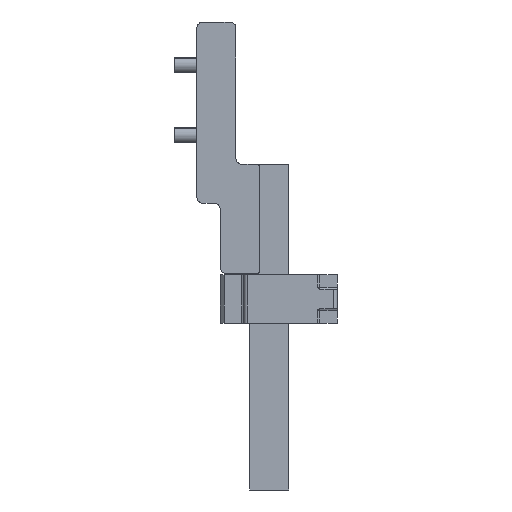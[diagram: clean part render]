
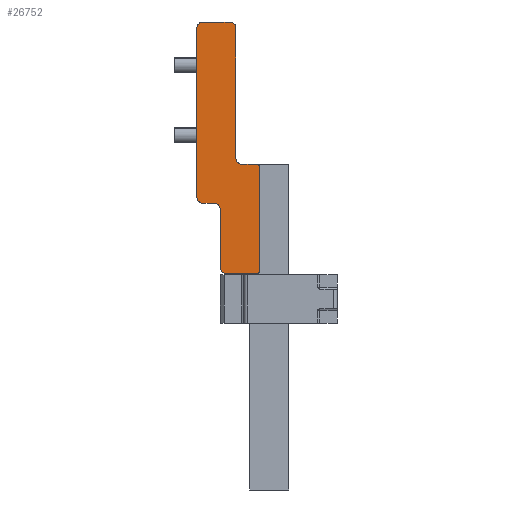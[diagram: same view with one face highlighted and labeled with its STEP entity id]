
A CAD part, left-side view. The second image highlights one B-rep face of the part: STEP entity #26752.
In plain terms, the highlighted planar face has unit normal (-1, 0, 0).
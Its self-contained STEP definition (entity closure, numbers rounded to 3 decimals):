
#24392=AXIS2_PLACEMENT_3D('Circle Axis2P3D',#24390,#24391,$) ;
#24447=AXIS2_PLACEMENT_3D('Circle Axis2P3D',#24445,#24446,$) ;
#24554=AXIS2_PLACEMENT_3D('Circle Axis2P3D',#24552,#24553,$) ;
#24844=AXIS2_PLACEMENT_3D('Circle Axis2P3D',#24842,#24843,$) ;
#26606=AXIS2_PLACEMENT_3D('Circle Axis2P3D',#26604,#26605,$) ;
#26678=AXIS2_PLACEMENT_3D('Circle Axis2P3D',#26676,#26677,$) ;
#26709=AXIS2_PLACEMENT_3D('Circle Axis2P3D',#26707,#26708,$) ;
#26722=AXIS2_PLACEMENT_3D('Plane Axis2P3D',#26719,#26720,#26721) ;
#26731=AXIS2_PLACEMENT_3D('Circle Axis2P3D',#26729,#26730,$) ;
#24281=CARTESIAN_POINT('Vertex',(-736.,-22.,58.)) ;
#24284=CARTESIAN_POINT('Line Origine',(-736.,-22.,31.)) ;
#24288=CARTESIAN_POINT('Vertex',(-736.,-22.,4.)) ;
#24390=CARTESIAN_POINT('Axis2P3D Location',(-736.,-21.,4.)) ;
#24394=CARTESIAN_POINT('Vertex',(-736.,-21.,3.)) ;
#24414=CARTESIAN_POINT('Line Origine',(-736.,-13.,3.)) ;
#24418=CARTESIAN_POINT('Vertex',(-736.,-5.,3.)) ;
#24445=CARTESIAN_POINT('Axis2P3D Location',(-736.,-5.,6.)) ;
#24449=CARTESIAN_POINT('Vertex',(-736.,-2.,6.)) ;
#24476=CARTESIAN_POINT('Line Origine',(-736.,-2.,21.)) ;
#24480=CARTESIAN_POINT('Vertex',(-736.,-2.,36.)) ;
#24547=CARTESIAN_POINT('Vertex',(-736.,10.,129.)) ;
#24552=CARTESIAN_POINT('Axis2P3D Location',(-736.,7.,129.)) ;
#24556=CARTESIAN_POINT('Vertex',(-736.,7.,132.)) ;
#24818=CARTESIAN_POINT('Line Origine',(-736.,0.,132.)) ;
#24822=CARTESIAN_POINT('Vertex',(-736.,-7.,132.)) ;
#24842=CARTESIAN_POINT('Axis2P3D Location',(-736.,-7.,129.)) ;
#24846=CARTESIAN_POINT('Vertex',(-736.,-10.,129.)) ;
#24908=CARTESIAN_POINT('Line Origine',(-736.,-10.,95.5)) ;
#24912=CARTESIAN_POINT('Vertex',(-736.,-10.,62.)) ;
#25435=CARTESIAN_POINT('Line Origine',(-736.,-17.,59.)) ;
#25439=CARTESIAN_POINT('Vertex',(-736.,-21.,59.)) ;
#25441=CARTESIAN_POINT('Vertex',(-736.,-13.,59.)) ;
#26041=CARTESIAN_POINT('Vertex',(-736.,1.,39.)) ;
#26044=CARTESIAN_POINT('Line Origine',(-736.,4.,39.)) ;
#26048=CARTESIAN_POINT('Vertex',(-736.,7.,39.)) ;
#26604=CARTESIAN_POINT('Axis2P3D Location',(-736.,-13.,62.)) ;
#26676=CARTESIAN_POINT('Axis2P3D Location',(-736.,7.,42.)) ;
#26680=CARTESIAN_POINT('Vertex',(-736.,10.,42.)) ;
#26707=CARTESIAN_POINT('Axis2P3D Location',(-736.,1.,36.)) ;
#26719=CARTESIAN_POINT('Axis2P3D Location',(-736.,-22.,132.)) ;
#26724=CARTESIAN_POINT('Line Origine',(-736.,10.,85.5)) ;
#26729=CARTESIAN_POINT('Axis2P3D Location',(-736.,-21.,58.)) ;
#24285=DIRECTION('Vector Direction',(0.,0.,-1.)) ;
#24391=DIRECTION('Axis2P3D Direction',(1.,0.,0.)) ;
#24415=DIRECTION('Vector Direction',(0.,-1.,0.)) ;
#24446=DIRECTION('Axis2P3D Direction',(1.,0.,0.)) ;
#24477=DIRECTION('Vector Direction',(0.,0.,1.)) ;
#24553=DIRECTION('Axis2P3D Direction',(1.,0.,0.)) ;
#24819=DIRECTION('Vector Direction',(0.,1.,0.)) ;
#24843=DIRECTION('Axis2P3D Direction',(1.,0.,0.)) ;
#24909=DIRECTION('Vector Direction',(0.,0.,-1.)) ;
#25436=DIRECTION('Vector Direction',(0.,-1.,0.)) ;
#26045=DIRECTION('Vector Direction',(0.,-1.,0.)) ;
#26605=DIRECTION('Axis2P3D Direction',(1.,0.,0.)) ;
#26677=DIRECTION('Axis2P3D Direction',(1.,0.,0.)) ;
#26708=DIRECTION('Axis2P3D Direction',(1.,0.,0.)) ;
#26720=DIRECTION('Axis2P3D Direction',(1.,0.,0.)) ;
#26721=DIRECTION('Axis2P3D XDirection',(0.,-1.,0.)) ;
#26725=DIRECTION('Vector Direction',(0.,0.,-1.)) ;
#26730=DIRECTION('Axis2P3D Direction',(1.,0.,0.)) ;
#24286=VECTOR('Line Direction',#24285,1.) ;
#24416=VECTOR('Line Direction',#24415,1.) ;
#24478=VECTOR('Line Direction',#24477,1.) ;
#24820=VECTOR('Line Direction',#24819,1.) ;
#24910=VECTOR('Line Direction',#24909,1.) ;
#25437=VECTOR('Line Direction',#25436,1.) ;
#26046=VECTOR('Line Direction',#26045,1.) ;
#26726=VECTOR('Line Direction',#26725,1.) ;
#26735=ORIENTED_EDGE('',*,*,#24914,.T.) ;
#26736=ORIENTED_EDGE('',*,*,#24848,.F.) ;
#26737=ORIENTED_EDGE('',*,*,#24824,.T.) ;
#26738=ORIENTED_EDGE('',*,*,#24558,.F.) ;
#26739=ORIENTED_EDGE('',*,*,#26728,.T.) ;
#26740=ORIENTED_EDGE('',*,*,#26682,.F.) ;
#26741=ORIENTED_EDGE('',*,*,#26050,.T.) ;
#26742=ORIENTED_EDGE('',*,*,#26711,.T.) ;
#26743=ORIENTED_EDGE('',*,*,#24482,.T.) ;
#26744=ORIENTED_EDGE('',*,*,#24451,.F.) ;
#26745=ORIENTED_EDGE('',*,*,#24420,.T.) ;
#26746=ORIENTED_EDGE('',*,*,#24396,.F.) ;
#26747=ORIENTED_EDGE('',*,*,#24290,.T.) ;
#26748=ORIENTED_EDGE('',*,*,#26733,.F.) ;
#26749=ORIENTED_EDGE('',*,*,#25443,.T.) ;
#26750=ORIENTED_EDGE('',*,*,#26608,.T.) ;
#26752=ADVANCED_FACE('RB7556805_1PD_001_00_FRONT TERMINAL ASSEMBLY E6.2 FIXED.4\\RB6564001_1PA_001_00_FRONT TERMINAL E2.2 FIXED.1\\PartBody',(#26751),#26723,.F.) ;
#24393=CIRCLE('generated circle',#24392,1.) ;
#24448=CIRCLE('generated circle',#24447,3.) ;
#24555=CIRCLE('generated circle',#24554,3.) ;
#24845=CIRCLE('generated circle',#24844,3.) ;
#26607=CIRCLE('generated circle',#26606,3.) ;
#26679=CIRCLE('generated circle',#26678,3.) ;
#26710=CIRCLE('generated circle',#26709,3.) ;
#26732=CIRCLE('generated circle',#26731,1.) ;
#24290=EDGE_CURVE('',#24289,#24282,#24287,.F.) ;
#24396=EDGE_CURVE('',#24289,#24395,#24393,.T.) ;
#24420=EDGE_CURVE('',#24419,#24395,#24417,.T.) ;
#24451=EDGE_CURVE('',#24419,#24450,#24448,.T.) ;
#24482=EDGE_CURVE('',#24481,#24450,#24479,.F.) ;
#24558=EDGE_CURVE('',#24548,#24557,#24555,.T.) ;
#24824=EDGE_CURVE('',#24823,#24557,#24821,.T.) ;
#24848=EDGE_CURVE('',#24823,#24847,#24845,.T.) ;
#24914=EDGE_CURVE('',#24913,#24847,#24911,.F.) ;
#25443=EDGE_CURVE('',#25440,#25442,#25438,.F.) ;
#26050=EDGE_CURVE('',#26049,#26042,#26047,.T.) ;
#26608=EDGE_CURVE('',#25442,#24913,#26607,.T.) ;
#26682=EDGE_CURVE('',#26049,#26681,#26679,.T.) ;
#26711=EDGE_CURVE('',#26042,#24481,#26710,.T.) ;
#26728=EDGE_CURVE('',#24548,#26681,#26727,.T.) ;
#26733=EDGE_CURVE('',#25440,#24282,#26732,.T.) ;
#26734=EDGE_LOOP('',(#26735,#26736,#26737,#26738,#26739,#26740,#26741,#26742,#26743,#26744,#26745,#26746,#26747,#26748,#26749,#26750)) ;
#26751=FACE_OUTER_BOUND('',#26734,.T.) ;
#24287=LINE('Line',#24284,#24286) ;
#24417=LINE('Line',#24414,#24416) ;
#24479=LINE('Line',#24476,#24478) ;
#24821=LINE('Line',#24818,#24820) ;
#24911=LINE('Line',#24908,#24910) ;
#25438=LINE('Line',#25435,#25437) ;
#26047=LINE('Line',#26044,#26046) ;
#26727=LINE('Line',#26724,#26726) ;
#26723=PLANE('',#26722) ;
#24282=VERTEX_POINT('',#24281) ;
#24289=VERTEX_POINT('',#24288) ;
#24395=VERTEX_POINT('',#24394) ;
#24419=VERTEX_POINT('',#24418) ;
#24450=VERTEX_POINT('',#24449) ;
#24481=VERTEX_POINT('',#24480) ;
#24548=VERTEX_POINT('',#24547) ;
#24557=VERTEX_POINT('',#24556) ;
#24823=VERTEX_POINT('',#24822) ;
#24847=VERTEX_POINT('',#24846) ;
#24913=VERTEX_POINT('',#24912) ;
#25440=VERTEX_POINT('',#25439) ;
#25442=VERTEX_POINT('',#25441) ;
#26042=VERTEX_POINT('',#26041) ;
#26049=VERTEX_POINT('',#26048) ;
#26681=VERTEX_POINT('',#26680) ;
